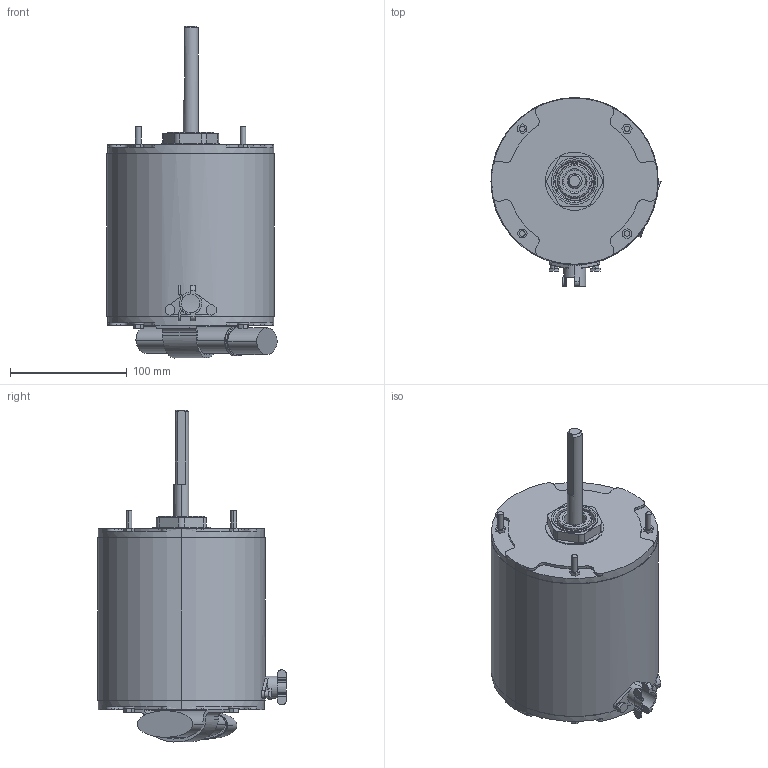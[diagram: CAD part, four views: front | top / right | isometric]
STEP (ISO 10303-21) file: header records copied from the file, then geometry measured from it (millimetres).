
FILE_DESCRIPTION (( 'STEP AP203' ), '1' );
FILE_NAME ('119-5630.STEP', '2024-12-02T14:08:07', ( '' ), ( '' ), 'SwSTEP 2.0', 'SolidWorks 2022', '' );
FILE_SCHEMA (( 'CONFIG_CONTROL_DESIGN' ));
Length unit declared in the file: inch
Products named in the file (1): 119-5630
Bounding box: 145.84 x 161.75 x 284.63 mm (x, y, z)
Volume: 2633472.4 mm3; surface area: 140368.2 mm2
Topology: 5 solids, 5 shells, 324 faces, 814 edges, 535 vertices
Faces by surface type: plane 167, cylinder 129, torus 14, bspline 12, cone 2
Entity records: 12147 total; most frequent: CARTESIAN_POINT 4137, DIRECTION 1694, ORIENTED_EDGE 1628, EDGE_CURVE 814, AXIS2_PLACEMENT_3D 612, VERTEX_POINT 535, LINE 470, VECTOR 470
